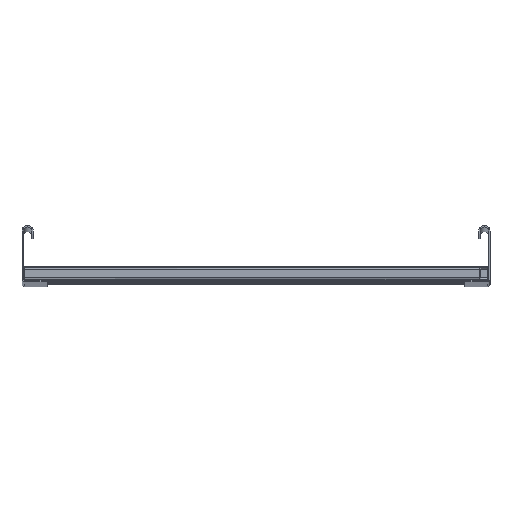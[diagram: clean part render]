
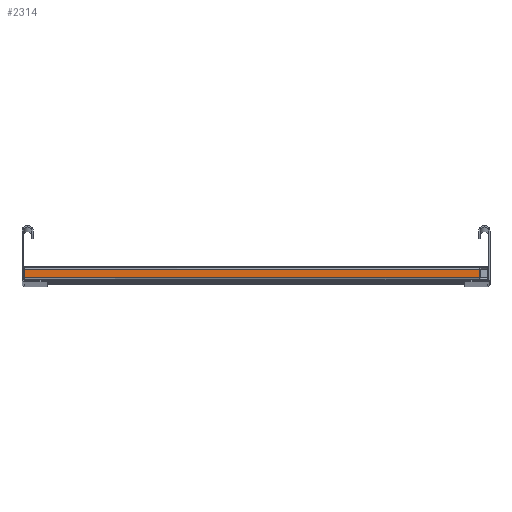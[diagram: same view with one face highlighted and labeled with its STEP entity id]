
A CAD part, top view. The second image highlights one B-rep face of the part: STEP entity #2314.
In plain terms, the highlighted face is planar.
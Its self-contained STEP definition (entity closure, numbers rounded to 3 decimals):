
#1761=DIRECTION('',(0.,0.,-1.));
#1762=VECTOR('',#1761,486.34);
#1763=CARTESIAN_POINT('',(0.,3.,486.34));
#1764=LINE('',#1763,#1762);
#1839=DIRECTION('',(0.,1.,0.));
#1840=VECTOR('',#1839,9.);
#1841=CARTESIAN_POINT('',(0.,3.,486.34));
#1842=LINE('',#1841,#1840);
#1843=DIRECTION('',(0.,-1.,0.));
#1844=VECTOR('',#1843,9.);
#1845=CARTESIAN_POINT('',(0.,12.,0.));
#1846=LINE('',#1845,#1844);
#1847=DIRECTION('',(0.,0.,1.));
#1848=VECTOR('',#1847,486.34);
#1849=CARTESIAN_POINT('',(0.,12.,0.));
#1850=LINE('',#1849,#1848);
#1885=CARTESIAN_POINT('',(0.,12.,0.));
#1886=VERTEX_POINT('',#1885);
#1887=CARTESIAN_POINT('',(0.,3.,0.));
#1888=VERTEX_POINT('',#1887);
#1922=CARTESIAN_POINT('',(0.,3.,486.34));
#1923=CARTESIAN_POINT('',(0.,12.,486.34));
#1924=VERTEX_POINT('',#1922);
#1925=VERTEX_POINT('',#1923);
#2302=CARTESIAN_POINT('',(0.,0.,-300.));
#2303=DIRECTION('',(-1.,0.,0.));
#2304=DIRECTION('',(0.,1.,0.));
#2305=AXIS2_PLACEMENT_3D('',#2302,#2303,#2304);
#2306=PLANE('',#2305);
#2308=ORIENTED_EDGE('',*,*,#2307,.T.);
#2309=ORIENTED_EDGE('',*,*,#2226,.F.);
#2310=ORIENTED_EDGE('',*,*,#2211,.T.);
#2311=ORIENTED_EDGE('',*,*,#1976,.F.);
#2312=EDGE_LOOP('',(#2308,#2309,#2310,#2311));
#2313=FACE_OUTER_BOUND('',#2312,.F.);
#2314=ADVANCED_FACE('',(#2313),#2306,.T.);
#1976=EDGE_CURVE('',#1886,#1888,#1846,.T.);
#2211=EDGE_CURVE('',#1924,#1888,#1764,.T.);
#2226=EDGE_CURVE('',#1924,#1925,#1842,.T.);
#2307=EDGE_CURVE('',#1886,#1925,#1850,.T.);
